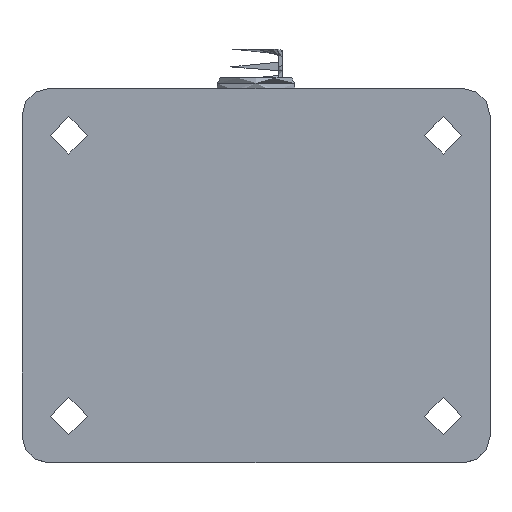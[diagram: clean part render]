
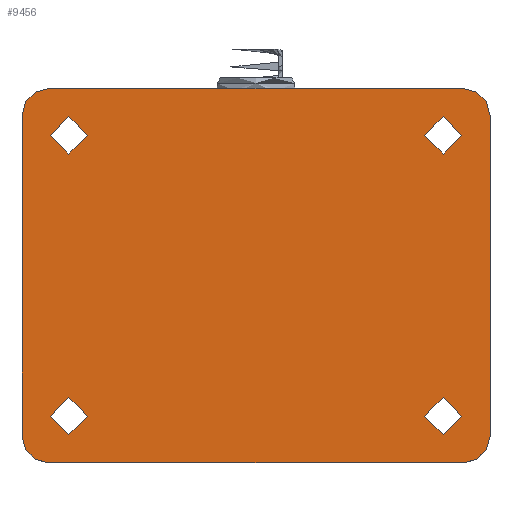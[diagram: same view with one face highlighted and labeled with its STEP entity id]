
A CAD part, top view. The second image highlights one B-rep face of the part: STEP entity #9456.
In plain terms, the highlighted planar face has unit normal (0, 0, 1).
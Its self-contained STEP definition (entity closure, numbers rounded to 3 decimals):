
#320=FACE_BOUND('',#1759,.T.);
#321=FACE_BOUND('',#1760,.T.);
#322=FACE_BOUND('',#1761,.T.);
#323=FACE_BOUND('',#1762,.T.);
#969=PLANE('',#10200);
#1178=FACE_OUTER_BOUND('',#1758,.T.);
#1758=EDGE_LOOP('',(#6504,#6505,#6506,#6507,#6508,#6509,#6510,#6511));
#1759=EDGE_LOOP('',(#6512));
#1760=EDGE_LOOP('',(#6513));
#1761=EDGE_LOOP('',(#6514));
#1762=EDGE_LOOP('',(#6515));
#2378=LINE('',#13577,#2969);
#2400=LINE('',#13808,#2991);
#2404=LINE('',#13818,#2995);
#2424=LINE('',#14039,#3015);
#2969=VECTOR('',#11136,1000.);
#2991=VECTOR('',#11188,1000.);
#2995=VECTOR('',#11200,1000.);
#3015=VECTOR('',#11246,1000.);
#3551=CIRCLE('',#10147,7.);
#3553=CIRCLE('',#10150,7.);
#3558=CIRCLE('',#10157,7.);
#3560=CIRCLE('',#10160,7.);
#3562=CIRCLE('',#10163,10.);
#3564=CIRCLE('',#10166,10.);
#3570=CIRCLE('',#10181,10.);
#3572=CIRCLE('',#10185,10.);
#3962=VERTEX_POINT('',#13528);
#3964=VERTEX_POINT('',#13534);
#3969=VERTEX_POINT('',#13548);
#3971=VERTEX_POINT('',#13554);
#3974=VERTEX_POINT('',#13561);
#3975=VERTEX_POINT('',#13563);
#3978=VERTEX_POINT('',#13570);
#3979=VERTEX_POINT('',#13572);
#3998=VERTEX_POINT('',#13799);
#3999=VERTEX_POINT('',#13801);
#4001=VERTEX_POINT('',#13807);
#4003=VERTEX_POINT('',#13813);
#4895=EDGE_CURVE('',#3962,#3962,#3551,.T.);
#4898=EDGE_CURVE('',#3964,#3964,#3553,.T.);
#4906=EDGE_CURVE('',#3969,#3969,#3558,.T.);
#4909=EDGE_CURVE('',#3971,#3971,#3560,.T.);
#4912=EDGE_CURVE('',#3975,#3974,#3562,.T.);
#4916=EDGE_CURVE('',#3979,#3978,#3564,.T.);
#4919=EDGE_CURVE('',#3978,#3975,#2378,.T.);
#4946=EDGE_CURVE('',#3998,#3999,#3570,.T.);
#4949=EDGE_CURVE('',#4001,#3979,#2400,.T.);
#4952=EDGE_CURVE('',#4001,#4003,#3572,.T.);
#4955=EDGE_CURVE('',#4003,#3998,#2404,.T.);
#4981=EDGE_CURVE('',#3999,#3974,#2424,.T.);
#6504=ORIENTED_EDGE('',*,*,#4949,.T.);
#6505=ORIENTED_EDGE('',*,*,#4916,.T.);
#6506=ORIENTED_EDGE('',*,*,#4919,.T.);
#6507=ORIENTED_EDGE('',*,*,#4912,.T.);
#6508=ORIENTED_EDGE('',*,*,#4981,.F.);
#6509=ORIENTED_EDGE('',*,*,#4946,.F.);
#6510=ORIENTED_EDGE('',*,*,#4955,.F.);
#6511=ORIENTED_EDGE('',*,*,#4952,.F.);
#6512=ORIENTED_EDGE('',*,*,#4895,.T.);
#6513=ORIENTED_EDGE('',*,*,#4898,.T.);
#6514=ORIENTED_EDGE('',*,*,#4906,.F.);
#6515=ORIENTED_EDGE('',*,*,#4909,.F.);
#9456=ADVANCED_FACE('',(#1178,#320,#321,#322,#323),#969,.T.);
#10147=AXIS2_PLACEMENT_3D('',#13529,#11084,#11085);
#10150=AXIS2_PLACEMENT_3D('',#13535,#11091,#11092);
#10157=AXIS2_PLACEMENT_3D('',#13550,#11108,#11109);
#10160=AXIS2_PLACEMENT_3D('',#13556,#11115,#11116);
#10163=AXIS2_PLACEMENT_3D('',#13564,#11122,#11123);
#10166=AXIS2_PLACEMENT_3D('',#13573,#11130,#11131);
#10181=AXIS2_PLACEMENT_3D('',#13802,#11182,#11183);
#10185=AXIS2_PLACEMENT_3D('',#13814,#11194,#11195);
#10200=AXIS2_PLACEMENT_3D('',#14040,#11247,#11248);
#11084=DIRECTION('center_axis',(0.,0.,-1.));
#11085=DIRECTION('ref_axis',(1.,0.,0.));
#11091=DIRECTION('center_axis',(0.,0.,-1.));
#11092=DIRECTION('ref_axis',(1.,0.,0.));
#11108=DIRECTION('center_axis',(0.,0.,1.));
#11109=DIRECTION('ref_axis',(1.,0.,0.));
#11115=DIRECTION('center_axis',(0.,0.,1.));
#11116=DIRECTION('ref_axis',(1.,0.,0.));
#11122=DIRECTION('center_axis',(0.,0.,1.));
#11123=DIRECTION('ref_axis',(0.,1.,0.));
#11130=DIRECTION('center_axis',(0.,0.,1.));
#11131=DIRECTION('ref_axis',(1.,0.,0.));
#11136=DIRECTION('',(-1.,0.,0.));
#11182=DIRECTION('center_axis',(0.,0.,-1.));
#11183=DIRECTION('ref_axis',(0.,-1.,0.));
#11188=DIRECTION('',(0.,1.,0.));
#11194=DIRECTION('center_axis',(0.,0.,-1.));
#11195=DIRECTION('ref_axis',(1.,0.,0.));
#11200=DIRECTION('',(-1.,0.,0.));
#11246=DIRECTION('',(0.,1.,0.));
#11247=DIRECTION('center_axis',(0.,0.,1.));
#11248=DIRECTION('ref_axis',(1.,0.,0.));
#13528=CARTESIAN_POINT('',(63.,-52.5,0.));
#13529=CARTESIAN_POINT('Origin',(70.,-52.5,0.));
#13534=CARTESIAN_POINT('',(-77.,-52.5,0.));
#13535=CARTESIAN_POINT('Origin',(-70.,-52.5,0.));
#13548=CARTESIAN_POINT('',(63.,52.5,0.));
#13550=CARTESIAN_POINT('Origin',(70.,52.5,0.));
#13554=CARTESIAN_POINT('',(-77.,52.5,0.));
#13556=CARTESIAN_POINT('Origin',(-70.,52.5,0.));
#13561=CARTESIAN_POINT('',(-87.5,60.,0.));
#13563=CARTESIAN_POINT('',(-77.5,70.,0.));
#13564=CARTESIAN_POINT('Origin',(-77.5,60.,0.));
#13570=CARTESIAN_POINT('',(77.5,70.,0.));
#13572=CARTESIAN_POINT('',(87.5,60.,0.));
#13573=CARTESIAN_POINT('Origin',(77.5,60.,0.));
#13577=CARTESIAN_POINT('',(77.5,70.,0.));
#13799=CARTESIAN_POINT('',(-77.5,-70.,0.));
#13801=CARTESIAN_POINT('',(-87.5,-60.,0.));
#13802=CARTESIAN_POINT('Origin',(-77.5,-60.,0.));
#13807=CARTESIAN_POINT('',(87.5,-60.,0.));
#13808=CARTESIAN_POINT('',(87.5,-60.,0.));
#13813=CARTESIAN_POINT('',(77.5,-70.,0.));
#13814=CARTESIAN_POINT('Origin',(77.5,-60.,0.));
#13818=CARTESIAN_POINT('',(77.5,-70.,0.));
#14039=CARTESIAN_POINT('',(-87.5,-60.,0.));
#14040=CARTESIAN_POINT('Origin',(0.,0.,0.));
